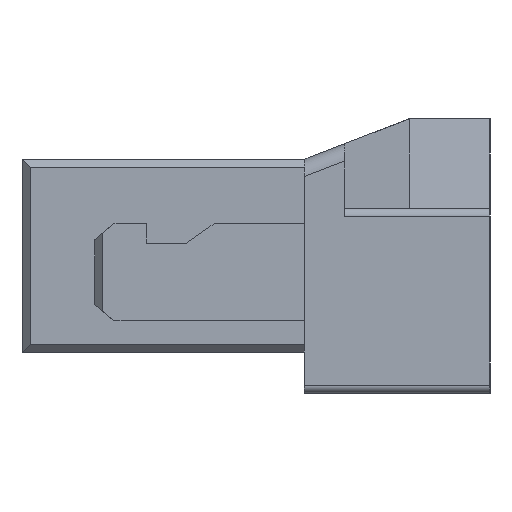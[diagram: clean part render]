
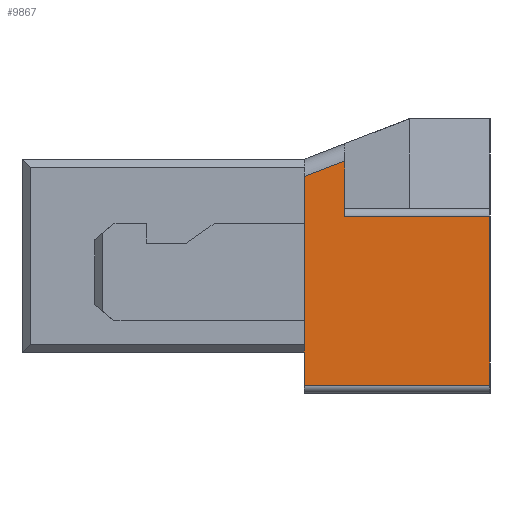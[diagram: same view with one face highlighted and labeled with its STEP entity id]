
A CAD part, left-side view. The second image highlights one B-rep face of the part: STEP entity #9867.
In plain terms, the highlighted planar face has unit normal (-1, 0, 0).
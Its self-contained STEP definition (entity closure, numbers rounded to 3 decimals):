
#1830=ORIENTED_EDGE('',*,*,#4281,.T.);
#1831=ORIENTED_EDGE('',*,*,#4282,.T.);
#1832=ORIENTED_EDGE('',*,*,#4021,.T.);
#1833=ORIENTED_EDGE('',*,*,#4026,.T.);
#1834=ORIENTED_EDGE('',*,*,#4283,.T.);
#1835=ORIENTED_EDGE('',*,*,#4280,.T.);
#4021=EDGE_CURVE('',#5353,#5352,#6413,.T.);
#4026=EDGE_CURVE('',#5352,#5356,#6416,.T.);
#4280=EDGE_CURVE('',#5487,#5488,#6620,.T.);
#4281=EDGE_CURVE('',#5488,#5489,#6621,.T.);
#4282=EDGE_CURVE('',#5489,#5353,#6622,.F.);
#4283=EDGE_CURVE('',#5356,#5487,#6623,.T.);
#5352=VERTEX_POINT('',#14855);
#5353=VERTEX_POINT('',#14857);
#5356=VERTEX_POINT('',#14865);
#5487=VERTEX_POINT('',#15366);
#5488=VERTEX_POINT('',#15368);
#5489=VERTEX_POINT('',#15372);
#6413=LINE('',#14856,#7666);
#6416=LINE('',#14866,#7669);
#6620=LINE('',#15369,#7873);
#6621=LINE('',#15371,#7874);
#6622=LINE('',#15373,#7875);
#6623=LINE('',#15374,#7876);
#7666=VECTOR('',#11843,1000.);
#7669=VECTOR('',#11852,1000.);
#7873=VECTOR('',#12390,1000.);
#7874=VECTOR('',#12393,1000.);
#7875=VECTOR('',#12394,1000.);
#7876=VECTOR('',#12395,1000.);
#8499=EDGE_LOOP('',(#1830,#1831,#1832,#1833,#1834,#1835));
#8986=FACE_BOUND('',#8499,.T.);
#9426=PLANE('',#10488);
#9867=ADVANCED_FACE('',(#8986),#9426,.F.);
#10488=AXIS2_PLACEMENT_3D('',#15370,#12391,#12392);
#11843=DIRECTION('',(0.,0.,1.));
#11852=DIRECTION('',(0.,0.933,-0.359));
#12390=DIRECTION('',(0.,-1.,0.));
#12391=DIRECTION('',(1.,0.,0.));
#12392=DIRECTION('',(0.,0.,-1.));
#12393=DIRECTION('',(0.,0.,1.));
#12394=DIRECTION('',(0.,-1.,0.));
#12395=DIRECTION('',(0.,0.,-1.));
#14855=CARTESIAN_POINT('',(-2.8,0.9,0.589));
#14856=CARTESIAN_POINT('',(-2.8,0.9,0.296));
#14857=CARTESIAN_POINT('',(-2.8,0.9,0.246));
#14865=CARTESIAN_POINT('',(-2.8,1.15,0.493));
#14866=CARTESIAN_POINT('',(-2.8,3.124,-0.267));
#15366=CARTESIAN_POINT('',(-2.8,1.15,-0.8));
#15368=CARTESIAN_POINT('',(-2.8,0.,-0.8));
#15369=CARTESIAN_POINT('',(-2.8,2.9,-0.8));
#15370=CARTESIAN_POINT('',(-2.8,2.9,-0.85));
#15371=CARTESIAN_POINT('',(-2.8,0.,-0.85));
#15372=CARTESIAN_POINT('',(-2.8,0.,0.246));
#15373=CARTESIAN_POINT('',(-2.8,2.9,0.246));
#15374=CARTESIAN_POINT('',(-2.8,1.15,-0.85));
